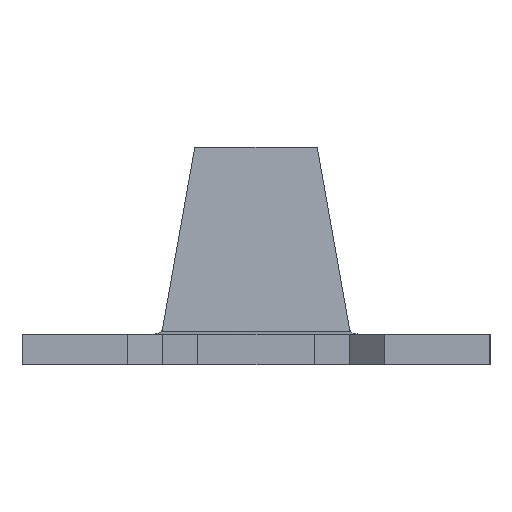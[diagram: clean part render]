
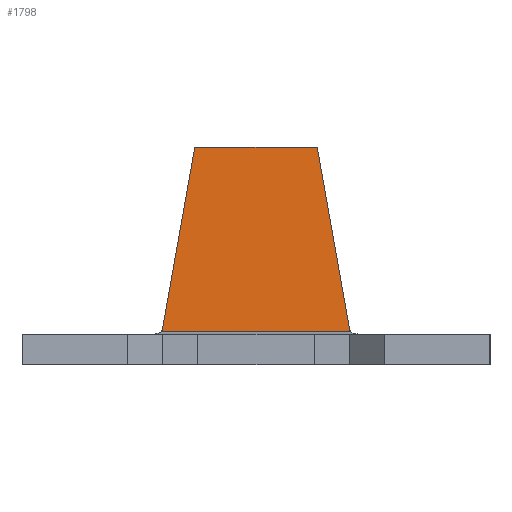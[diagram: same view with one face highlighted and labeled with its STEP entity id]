
A CAD part, left-side view. The second image highlights one B-rep face of the part: STEP entity #1798.
In plain terms, the highlighted planar face has unit normal (-0.357, 0, 0.934).
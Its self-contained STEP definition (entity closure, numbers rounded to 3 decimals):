
#518 = CYLINDRICAL_SURFACE('',#519,0.1);
#519 = AXIS2_PLACEMENT_3D('',#520,#521,#522);
#520 = CARTESIAN_POINT('',(1.2,-0.5,-0.13));
#521 = DIRECTION('',(-0.,-0.,-1.));
#522 = DIRECTION('',(1.,0.,0.));
#575 = CYLINDRICAL_SURFACE('',#576,0.1);
#576 = AXIS2_PLACEMENT_3D('',#577,#578,#579);
#577 = CARTESIAN_POINT('',(1.2,0.5,-0.13));
#578 = DIRECTION('',(-0.,-0.,-1.));
#579 = DIRECTION('',(1.,0.,0.));
#740 = VERTEX_POINT('',#741);
#741 = CARTESIAN_POINT('',(1.171,0.404,
    0.013));
#765 = CYLINDRICAL_SURFACE('',#766,0.2);
#766 = AXIS2_PLACEMENT_3D('',#767,#768,#769);
#767 = CARTESIAN_POINT('',(1.1,-4.093,0.2));
#768 = DIRECTION('',(0.,-1.,0.));
#769 = DIRECTION('',(1.,0.,0.));
#782 = EDGE_CURVE('',#783,#740,#785,.T.);
#783 = VERTEX_POINT('',#784);
#784 = CARTESIAN_POINT('',(1.193,0.4,
    0.022));
#785 = SURFACE_CURVE('',#786,(#791,#802),.PCURVE_S1.);
#786 = ELLIPSE('',#787,0.107,0.1);
#787 = AXIS2_PLACEMENT_3D('',#788,#789,#790);
#788 = CARTESIAN_POINT('',(1.2,0.5,0.024));
#789 = DIRECTION('',(0.357,0.,-0.934)
  );
#790 = DIRECTION('',(-0.934,0.,-0.357)
  );
#791 = PCURVE('',#575,#792);
#792 = DEFINITIONAL_REPRESENTATION('',(#793),#801);
#793 = B_SPLINE_CURVE_WITH_KNOTS('',6,(#794,#795,#796,#797,#798,#799,
    #800),.UNSPECIFIED.,.F.,.F.,(7,7),(4.78,7.854),
  .PIECEWISE_BEZIER_KNOTS.);
#794 = CARTESIAN_POINT('',(-4.644,-0.152));
#795 = CARTESIAN_POINT('',(-4.132,-0.132));
#796 = CARTESIAN_POINT('',(-3.62,-0.113));
#797 = CARTESIAN_POINT('',(-3.108,-0.104));
#798 = CARTESIAN_POINT('',(-2.595,-0.115));
#799 = CARTESIAN_POINT('',(-2.083,-0.135));
#800 = CARTESIAN_POINT('',(-1.571,-0.154));
#801 = ( GEOMETRIC_REPRESENTATION_CONTEXT(2) 
PARAMETRIC_REPRESENTATION_CONTEXT() REPRESENTATION_CONTEXT('2D SPACE',''
  ) );
#802 = PCURVE('',#803,#808);
#803 = PLANE('',#804);
#804 = AXIS2_PLACEMENT_3D('',#805,#806,#807);
#805 = CARTESIAN_POINT('',(1.171,-4.093,
    0.013));
#806 = DIRECTION('',(0.357,0.,-0.934)
  );
#807 = DIRECTION('',(0.934,0.,0.357));
#808 = DEFINITIONAL_REPRESENTATION('',(#809),#813);
#809 = ELLIPSE('',#810,0.107,0.1);
#810 = AXIS2_PLACEMENT_2D('',#811,#812);
#811 = CARTESIAN_POINT('',(0.031,-4.593));
#812 = DIRECTION('',(-1.,0.));
#813 = ( GEOMETRIC_REPRESENTATION_CONTEXT(2) 
PARAMETRIC_REPRESENTATION_CONTEXT() REPRESENTATION_CONTEXT('2D SPACE',''
  ) );
#831 = PLANE('',#832);
#832 = AXIS2_PLACEMENT_3D('',#833,#834,#835);
#833 = CARTESIAN_POINT('',(1.193,0.4,-0.13));
#834 = DIRECTION('',(0.068,0.998,0.));
#835 = DIRECTION('',(0.998,-0.068,0.));
#1001 = PLANE('',#1002);
#1002 = AXIS2_PLACEMENT_3D('',#1003,#1004,#1005);
#1003 = CARTESIAN_POINT('',(3.4,-0.25,-0.13));
#1004 = DIRECTION('',(0.068,-0.998,0.));
#1005 = DIRECTION('',(-0.998,-0.068,0.));
#1019 = VERTEX_POINT('',#1020);
#1020 = CARTESIAN_POINT('',(1.193,-0.4,
    0.022));
#1041 = EDGE_CURVE('',#1042,#1019,#1044,.T.);
#1042 = VERTEX_POINT('',#1043);
#1043 = CARTESIAN_POINT('',(1.171,-0.404,
    0.013));
#1044 = SURFACE_CURVE('',#1045,(#1050,#1061),.PCURVE_S1.);
#1045 = ELLIPSE('',#1046,0.107,0.1);
#1046 = AXIS2_PLACEMENT_3D('',#1047,#1048,#1049);
#1047 = CARTESIAN_POINT('',(1.2,-0.5,0.024));
#1048 = DIRECTION('',(0.357,0.,-0.934
    ));
#1049 = DIRECTION('',(-0.934,0.,-0.357
    ));
#1050 = PCURVE('',#518,#1051);
#1051 = DEFINITIONAL_REPRESENTATION('',(#1052),#1060);
#1052 = B_SPLINE_CURVE_WITH_KNOTS('',6,(#1053,#1054,#1055,#1056,#1057,
    #1058,#1059),.UNSPECIFIED.,.F.,.F.,(7,7),(4.712,
    7.786),.PIECEWISE_BEZIER_KNOTS.);
#1053 = CARTESIAN_POINT('',(-4.712,-0.154));
#1054 = CARTESIAN_POINT('',(-4.2,-0.135));
#1055 = CARTESIAN_POINT('',(-3.688,-0.115));
#1056 = CARTESIAN_POINT('',(-3.176,-0.104));
#1057 = CARTESIAN_POINT('',(-2.663,-0.113));
#1058 = CARTESIAN_POINT('',(-2.151,-0.132));
#1059 = CARTESIAN_POINT('',(-1.639,-0.152));
#1060 = ( GEOMETRIC_REPRESENTATION_CONTEXT(2) 
PARAMETRIC_REPRESENTATION_CONTEXT() REPRESENTATION_CONTEXT('2D SPACE',''
  ) );
#1061 = PCURVE('',#803,#1062);
#1062 = DEFINITIONAL_REPRESENTATION('',(#1063),#1067);
#1063 = ELLIPSE('',#1064,0.107,0.1);
#1064 = AXIS2_PLACEMENT_2D('',#1065,#1066);
#1065 = CARTESIAN_POINT('',(0.031,-3.593));
#1066 = DIRECTION('',(-1.,0.));
#1067 = ( GEOMETRIC_REPRESENTATION_CONTEXT(2) 
PARAMETRIC_REPRESENTATION_CONTEXT() REPRESENTATION_CONTEXT('2D SPACE',''
  ) );
#1727 = EDGE_CURVE('',#1728,#783,#1730,.T.);
#1728 = VERTEX_POINT('',#1729);
#1729 = CARTESIAN_POINT('',(3.228,0.262,0.8));
#1730 = SURFACE_CURVE('',#1731,(#1735,#1742),.PCURVE_S1.);
#1731 = LINE('',#1732,#1733);
#1732 = CARTESIAN_POINT('',(1.29,0.394,
    0.059));
#1733 = VECTOR('',#1734,1.);
#1734 = DIRECTION('',(-0.932,0.063,-0.357
    ));
#1735 = PCURVE('',#831,#1736);
#1736 = DEFINITIONAL_REPRESENTATION('',(#1737),#1741);
#1737 = LINE('',#1738,#1739);
#1738 = CARTESIAN_POINT('',(0.097,-0.189));
#1739 = VECTOR('',#1740,1.);
#1740 = DIRECTION('',(-0.934,0.357));
#1741 = ( GEOMETRIC_REPRESENTATION_CONTEXT(2) 
PARAMETRIC_REPRESENTATION_CONTEXT() REPRESENTATION_CONTEXT('2D SPACE',''
  ) );
#1742 = PCURVE('',#803,#1743);
#1743 = DEFINITIONAL_REPRESENTATION('',(#1744),#1748);
#1744 = LINE('',#1745,#1746);
#1745 = CARTESIAN_POINT('',(0.127,-4.487));
#1746 = VECTOR('',#1747,1.);
#1747 = DIRECTION('',(-0.998,-0.063));
#1748 = ( GEOMETRIC_REPRESENTATION_CONTEXT(2) 
PARAMETRIC_REPRESENTATION_CONTEXT() REPRESENTATION_CONTEXT('2D SPACE',''
  ) );
#1766 = PLANE('',#1767);
#1767 = AXIS2_PLACEMENT_3D('',#1768,#1769,#1770);
#1768 = CARTESIAN_POINT('',(3.228,-4.093,0.8));
#1769 = DIRECTION('',(-0.934,0.,
    -0.357));
#1770 = DIRECTION('',(0.357,0.,-0.934
    ));
#1798 = ADVANCED_FACE('',(#1799),#803,.F.);
#1799 = FACE_BOUND('',#1800,.F.);
#1800 = EDGE_LOOP('',(#1801,#1802,#1823,#1824,#1825,#1848));
#1801 = ORIENTED_EDGE('',*,*,#1041,.F.);
#1802 = ORIENTED_EDGE('',*,*,#1803,.T.);
#1803 = EDGE_CURVE('',#1042,#740,#1804,.T.);
#1804 = SURFACE_CURVE('',#1805,(#1809,#1816),.PCURVE_S1.);
#1805 = LINE('',#1806,#1807);
#1806 = CARTESIAN_POINT('',(1.171,-4.093,
    0.013));
#1807 = VECTOR('',#1808,1.);
#1808 = DIRECTION('',(0.,1.,0.));
#1809 = PCURVE('',#803,#1810);
#1810 = DEFINITIONAL_REPRESENTATION('',(#1811),#1815);
#1811 = LINE('',#1812,#1813);
#1812 = CARTESIAN_POINT('',(0.,0.));
#1813 = VECTOR('',#1814,1.);
#1814 = DIRECTION('',(0.,-1.));
#1815 = ( GEOMETRIC_REPRESENTATION_CONTEXT(2) 
PARAMETRIC_REPRESENTATION_CONTEXT() REPRESENTATION_CONTEXT('2D SPACE',''
  ) );
#1816 = PCURVE('',#765,#1817);
#1817 = DEFINITIONAL_REPRESENTATION('',(#1818),#1822);
#1818 = LINE('',#1819,#1820);
#1819 = CARTESIAN_POINT('',(5.078,0.));
#1820 = VECTOR('',#1821,1.);
#1821 = DIRECTION('',(0.,-1.));
#1822 = ( GEOMETRIC_REPRESENTATION_CONTEXT(2) 
PARAMETRIC_REPRESENTATION_CONTEXT() REPRESENTATION_CONTEXT('2D SPACE',''
  ) );
#1823 = ORIENTED_EDGE('',*,*,#782,.F.);
#1824 = ORIENTED_EDGE('',*,*,#1727,.F.);
#1825 = ORIENTED_EDGE('',*,*,#1826,.F.);
#1826 = EDGE_CURVE('',#1827,#1728,#1829,.T.);
#1827 = VERTEX_POINT('',#1828);
#1828 = CARTESIAN_POINT('',(3.228,-0.262,0.8));
#1829 = SURFACE_CURVE('',#1830,(#1834,#1841),.PCURVE_S1.);
#1830 = LINE('',#1831,#1832);
#1831 = CARTESIAN_POINT('',(3.228,-4.093,0.8));
#1832 = VECTOR('',#1833,1.);
#1833 = DIRECTION('',(0.,1.,0.));
#1834 = PCURVE('',#803,#1835);
#1835 = DEFINITIONAL_REPRESENTATION('',(#1836),#1840);
#1836 = LINE('',#1837,#1838);
#1837 = CARTESIAN_POINT('',(2.202,0.));
#1838 = VECTOR('',#1839,1.);
#1839 = DIRECTION('',(0.,-1.));
#1840 = ( GEOMETRIC_REPRESENTATION_CONTEXT(2) 
PARAMETRIC_REPRESENTATION_CONTEXT() REPRESENTATION_CONTEXT('2D SPACE',''
  ) );
#1841 = PCURVE('',#1766,#1842);
#1842 = DEFINITIONAL_REPRESENTATION('',(#1843),#1847);
#1843 = LINE('',#1844,#1845);
#1844 = CARTESIAN_POINT('',(0.,0.));
#1845 = VECTOR('',#1846,1.);
#1846 = DIRECTION('',(0.,-1.));
#1847 = ( GEOMETRIC_REPRESENTATION_CONTEXT(2) 
PARAMETRIC_REPRESENTATION_CONTEXT() REPRESENTATION_CONTEXT('2D SPACE',''
  ) );
#1848 = ORIENTED_EDGE('',*,*,#1849,.F.);
#1849 = EDGE_CURVE('',#1019,#1827,#1850,.T.);
#1850 = SURFACE_CURVE('',#1851,(#1855,#1862),.PCURVE_S1.);
#1851 = LINE('',#1852,#1853);
#1852 = CARTESIAN_POINT('',(2.011,-0.345,
    0.334));
#1853 = VECTOR('',#1854,1.);
#1854 = DIRECTION('',(0.932,0.063,0.357)
  );
#1855 = PCURVE('',#803,#1856);
#1856 = DEFINITIONAL_REPRESENTATION('',(#1857),#1861);
#1857 = LINE('',#1858,#1859);
#1858 = CARTESIAN_POINT('',(0.899,-3.749));
#1859 = VECTOR('',#1860,1.);
#1860 = DIRECTION('',(0.998,-0.063));
#1861 = ( GEOMETRIC_REPRESENTATION_CONTEXT(2) 
PARAMETRIC_REPRESENTATION_CONTEXT() REPRESENTATION_CONTEXT('2D SPACE',''
  ) );
#1862 = PCURVE('',#1001,#1863);
#1863 = DEFINITIONAL_REPRESENTATION('',(#1864),#1868);
#1864 = LINE('',#1865,#1866);
#1865 = CARTESIAN_POINT('',(1.392,-0.464));
#1866 = VECTOR('',#1867,1.);
#1867 = DIRECTION('',(-0.934,-0.357));
#1868 = ( GEOMETRIC_REPRESENTATION_CONTEXT(2) 
PARAMETRIC_REPRESENTATION_CONTEXT() REPRESENTATION_CONTEXT('2D SPACE',''
  ) );
